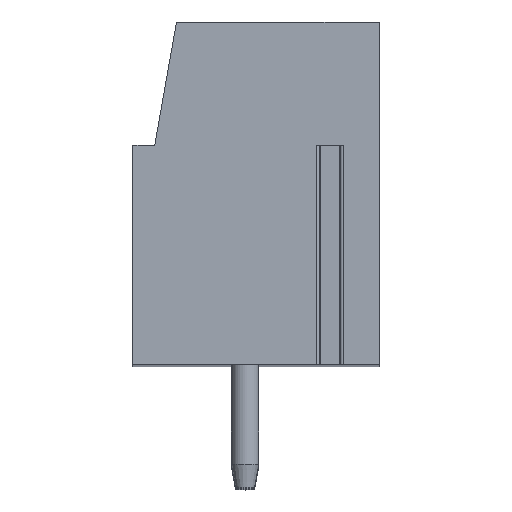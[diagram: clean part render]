
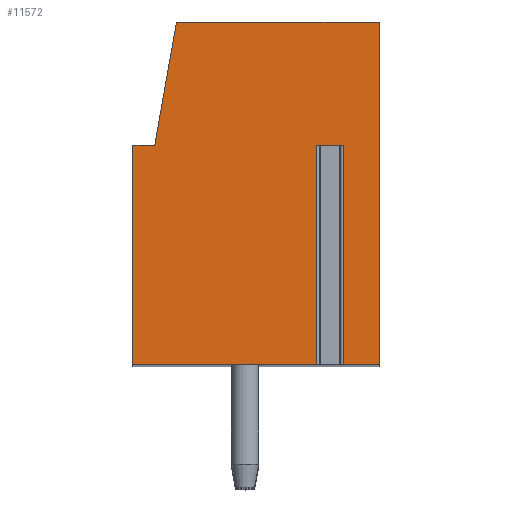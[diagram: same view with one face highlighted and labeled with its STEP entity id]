
A CAD part, top view. The second image highlights one B-rep face of the part: STEP entity #11572.
In plain terms, the highlighted planar face has unit normal (0, 0, 1).
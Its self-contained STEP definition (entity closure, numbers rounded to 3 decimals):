
#20=DIRECTION('',(-1.,0.,0.));
#21=VECTOR('',#20,0.958);
#22=CARTESIAN_POINT('',(3.179,1.75,52.5));
#23=LINE('',#22,#21);
#24=DIRECTION('',(0.,-1.,0.));
#25=VECTOR('',#24,8.);
#26=CARTESIAN_POINT('',(2.221,1.75,52.5));
#27=LINE('',#26,#25);
#28=DIRECTION('',(1.,0.,0.));
#29=VECTOR('',#28,6.721);
#30=CARTESIAN_POINT('',(-4.5,-6.25,52.5));
#31=LINE('',#30,#29);
#32=DIRECTION('',(0.,-1.,0.));
#33=VECTOR('',#32,8.);
#34=CARTESIAN_POINT('',(-4.5,1.75,52.5));
#35=LINE('',#34,#33);
#36=DIRECTION('',(-1.,0.,0.));
#37=VECTOR('',#36,0.8);
#38=CARTESIAN_POINT('',(-3.7,1.75,52.5));
#39=LINE('',#38,#37);
#40=DIRECTION('',(-0.174,-0.985,0.));
#41=VECTOR('',#40,4.569);
#42=CARTESIAN_POINT('',(-2.907,6.25,52.5));
#43=LINE('',#42,#41);
#44=DIRECTION('',(-1.,0.,0.));
#45=VECTOR('',#44,7.407);
#46=CARTESIAN_POINT('',(4.5,6.25,52.5));
#47=LINE('',#46,#45);
#48=DIRECTION('',(0.,1.,0.));
#49=VECTOR('',#48,12.5);
#50=CARTESIAN_POINT('',(4.5,-6.25,52.5));
#51=LINE('',#50,#49);
#52=DIRECTION('',(1.,0.,0.));
#53=VECTOR('',#52,1.321);
#54=CARTESIAN_POINT('',(3.179,-6.25,52.5));
#55=LINE('',#54,#53);
#56=DIRECTION('',(0.,-1.,0.));
#57=VECTOR('',#56,8.);
#58=CARTESIAN_POINT('',(3.179,1.75,52.5));
#59=LINE('',#58,#57);
#9122=CARTESIAN_POINT('',(-2.907,6.25,52.5));
#9123=CARTESIAN_POINT('',(-3.7,1.75,52.5));
#9124=VERTEX_POINT('',#9122);
#9125=VERTEX_POINT('',#9123);
#9126=CARTESIAN_POINT('',(-4.5,1.75,52.5));
#9127=VERTEX_POINT('',#9126);
#9128=CARTESIAN_POINT('',(-4.5,-6.25,52.5));
#9129=VERTEX_POINT('',#9128);
#9130=CARTESIAN_POINT('',(4.5,-6.25,52.5));
#9131=CARTESIAN_POINT('',(4.5,6.25,52.5));
#9132=VERTEX_POINT('',#9130);
#9133=VERTEX_POINT('',#9131);
#9190=CARTESIAN_POINT('',(3.179,1.75,52.5));
#9191=CARTESIAN_POINT('',(2.221,1.75,52.5));
#9192=VERTEX_POINT('',#9190);
#9193=VERTEX_POINT('',#9191);
#9194=CARTESIAN_POINT('',(3.179,-6.25,52.5));
#9195=VERTEX_POINT('',#9194);
#9196=CARTESIAN_POINT('',(2.221,-6.25,52.5));
#9197=VERTEX_POINT('',#9196);
#11545=CARTESIAN_POINT('',(0.,0.,52.5));
#11546=DIRECTION('',(0.,0.,1.));
#11547=DIRECTION('',(1.,0.,0.));
#11548=AXIS2_PLACEMENT_3D('',#11545,#11546,#11547);
#11549=PLANE('',#11548);
#11551=ORIENTED_EDGE('',*,*,#11550,.T.);
#11553=ORIENTED_EDGE('',*,*,#11552,.T.);
#11555=ORIENTED_EDGE('',*,*,#11554,.F.);
#11557=ORIENTED_EDGE('',*,*,#11556,.F.);
#11559=ORIENTED_EDGE('',*,*,#11558,.F.);
#11561=ORIENTED_EDGE('',*,*,#11560,.F.);
#11563=ORIENTED_EDGE('',*,*,#11562,.F.);
#11565=ORIENTED_EDGE('',*,*,#11564,.F.);
#11567=ORIENTED_EDGE('',*,*,#11566,.F.);
#11569=ORIENTED_EDGE('',*,*,#11568,.F.);
#11570=EDGE_LOOP('',(#11551,#11553,#11555,#11557,#11559,#11561,#11563,#11565,
#11567,#11569));
#11571=FACE_OUTER_BOUND('',#11570,.F.);
#11550=EDGE_CURVE('',#9192,#9193,#23,.T.);
#11552=EDGE_CURVE('',#9193,#9197,#27,.T.);
#11554=EDGE_CURVE('',#9129,#9197,#31,.T.);
#11556=EDGE_CURVE('',#9127,#9129,#35,.T.);
#11558=EDGE_CURVE('',#9125,#9127,#39,.T.);
#11560=EDGE_CURVE('',#9124,#9125,#43,.T.);
#11562=EDGE_CURVE('',#9133,#9124,#47,.T.);
#11564=EDGE_CURVE('',#9132,#9133,#51,.T.);
#11566=EDGE_CURVE('',#9195,#9132,#55,.T.);
#11568=EDGE_CURVE('',#9192,#9195,#59,.T.);
#11572=ADVANCED_FACE('',(#11571),#11549,.T.);
